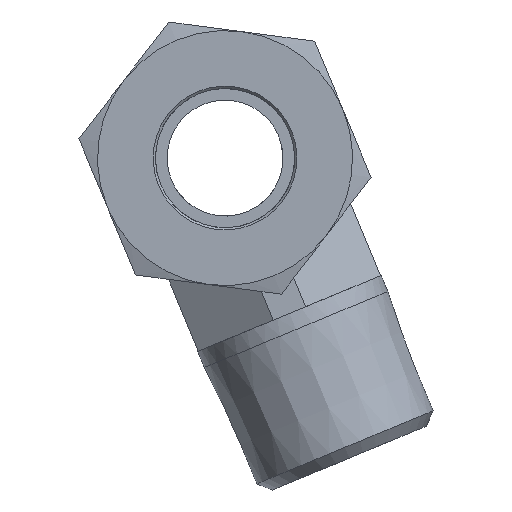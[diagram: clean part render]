
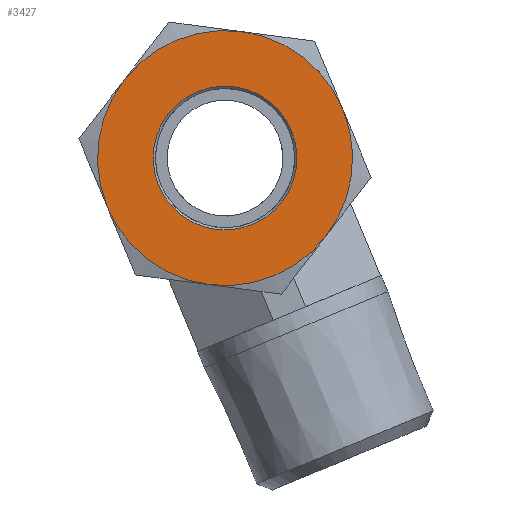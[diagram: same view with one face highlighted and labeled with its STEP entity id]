
A CAD part, front view. The second image highlights one B-rep face of the part: STEP entity #3427.
In plain terms, the highlighted face is planar.
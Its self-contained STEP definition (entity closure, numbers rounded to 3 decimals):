
#3331=CARTESIAN_POINT('',(6.2,0.,15.5));
#3332=VERTEX_POINT('',#3331);
#3333=CARTESIAN_POINT('',(0.0,0.0,15.5));
#3334=DIRECTION('',(0.0,0.0,1.0));
#3335=DIRECTION('',(-1.0,0.0,0.0));
#3336=AXIS2_PLACEMENT_3D('',#3333,#3334,#3335);
#3337=CIRCLE('',#3336,6.2);
#3338=EDGE_CURVE('',#3332,#3332,#3337,.T.);
#3363=CARTESIAN_POINT('',(0.,0.0,15.5));
#3364=DIRECTION('',(0.0,0.0,1.0));
#3365=DIRECTION('',(1.0,0.0,0.0));
#3366=AXIS2_PLACEMENT_3D('',#3363,#3364,#3365);
#3367=PLANE('',#3366);
#3368=CARTESIAN_POINT('',(-5.5,-9.526,15.5));
#3369=VERTEX_POINT('',#3368);
#3370=CARTESIAN_POINT('',(5.5,-9.526,15.5));
#3371=VERTEX_POINT('',#3370);
#3372=CARTESIAN_POINT('',(0.0,0.0,15.5));
#3373=DIRECTION('',(0.0,0.0,1.0));
#3374=DIRECTION('',(-0.5,-0.866,0.0));
#3375=AXIS2_PLACEMENT_3D('',#3372,#3373,#3374);
#3376=CIRCLE('',#3375,11.);
#3377=EDGE_CURVE('',#3369,#3371,#3376,.T.);
#3378=ORIENTED_EDGE('',*,*,#3377,.T.);
#3379=CARTESIAN_POINT('',(11.,0.,15.5));
#3380=VERTEX_POINT('',#3379);
#3381=CARTESIAN_POINT('',(0.0,0.0,15.5));
#3382=DIRECTION('',(0.0,0.0,1.0));
#3383=DIRECTION('',(-0.5,-0.866,0.0));
#3384=AXIS2_PLACEMENT_3D('',#3381,#3382,#3383);
#3385=CIRCLE('',#3384,11.);
#3386=EDGE_CURVE('',#3371,#3380,#3385,.T.);
#3387=ORIENTED_EDGE('',*,*,#3386,.T.);
#3388=CARTESIAN_POINT('',(5.5,9.526,15.5));
#3389=VERTEX_POINT('',#3388);
#3390=CARTESIAN_POINT('',(0.0,0.0,15.5));
#3391=DIRECTION('',(0.0,0.0,1.0));
#3392=DIRECTION('',(-0.5,-0.866,0.0));
#3393=AXIS2_PLACEMENT_3D('',#3390,#3391,#3392);
#3394=CIRCLE('',#3393,11.);
#3395=EDGE_CURVE('',#3380,#3389,#3394,.T.);
#3396=ORIENTED_EDGE('',*,*,#3395,.T.);
#3397=CARTESIAN_POINT('',(-5.5,9.526,15.5));
#3398=VERTEX_POINT('',#3397);
#3399=CARTESIAN_POINT('',(0.0,0.0,15.5));
#3400=DIRECTION('',(0.0,0.0,1.0));
#3401=DIRECTION('',(-0.5,-0.866,0.0));
#3402=AXIS2_PLACEMENT_3D('',#3399,#3400,#3401);
#3403=CIRCLE('',#3402,11.);
#3404=EDGE_CURVE('',#3389,#3398,#3403,.T.);
#3405=ORIENTED_EDGE('',*,*,#3404,.T.);
#3406=CARTESIAN_POINT('',(-11.0,0.0,15.5));
#3407=VERTEX_POINT('',#3406);
#3408=CARTESIAN_POINT('',(0.0,0.0,15.5));
#3409=DIRECTION('',(0.0,0.0,1.0));
#3410=DIRECTION('',(-0.5,-0.866,0.0));
#3411=AXIS2_PLACEMENT_3D('',#3408,#3409,#3410);
#3412=CIRCLE('',#3411,11.);
#3413=EDGE_CURVE('',#3398,#3407,#3412,.T.);
#3414=ORIENTED_EDGE('',*,*,#3413,.T.);
#3415=CARTESIAN_POINT('',(0.0,0.0,15.5));
#3416=DIRECTION('',(0.0,0.0,1.0));
#3417=DIRECTION('',(-0.5,-0.866,0.0));
#3418=AXIS2_PLACEMENT_3D('',#3415,#3416,#3417);
#3419=CIRCLE('',#3418,11.);
#3420=EDGE_CURVE('',#3407,#3369,#3419,.T.);
#3421=ORIENTED_EDGE('',*,*,#3420,.T.);
#3422=EDGE_LOOP('',(#3378,#3387,#3396,#3405,#3414,#3421));
#3423=FACE_OUTER_BOUND('',#3422,.T.);
#3424=ORIENTED_EDGE('',*,*,#3338,.F.);
#3425=EDGE_LOOP('',(#3424));
#3426=FACE_BOUND('',#3425,.T.);
#3427=ADVANCED_FACE('',(#3423,#3426),#3367,.T.);
